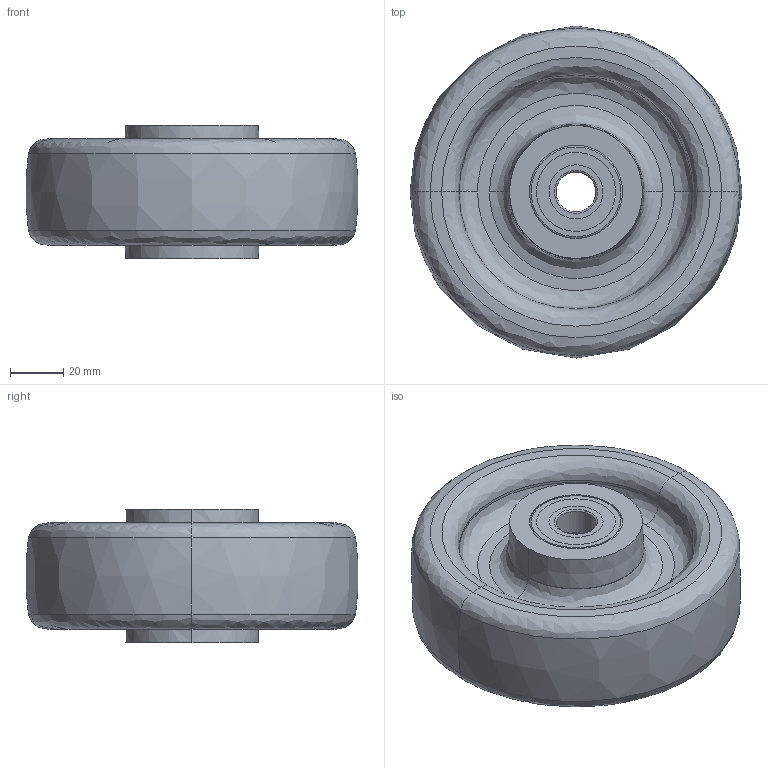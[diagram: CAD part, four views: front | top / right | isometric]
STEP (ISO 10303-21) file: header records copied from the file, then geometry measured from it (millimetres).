
FILE_DESCRIPTION (( 'STEP AP214' ), '1' );
FILE_NAME ('0014309.step', '2023-01-12T11:30:50', ( '' ), ( '' ), 'SwSTEP 2.0', 'SolidWorks 2020', '' );
FILE_SCHEMA (( 'AUTOMOTIVE_DESIGN' ));
Length unit declared in the file: millimetre
Products named in the file (1): 0014309
Bounding box: 124.77 x 124.77 x 50 mm (x, y, z)
Surface area: 53350.1 mm2 (no closed solid volume)
Topology: 0 solids, 10 shells, 72 faces, 164 edges, 104 vertices
Faces by surface type: bspline 22, cylinder 18, plane 12, torus 12, cone 8
Entity records: 4004 total; most frequent: CARTESIAN_POINT 1587, DIRECTION 380, ORIENTED_EDGE 288, AXIS2_PLACEMENT_3D 177, EDGE_CURVE 164, CIRCLE 126, VERTEX_POINT 104, EDGE_LOOP 84
